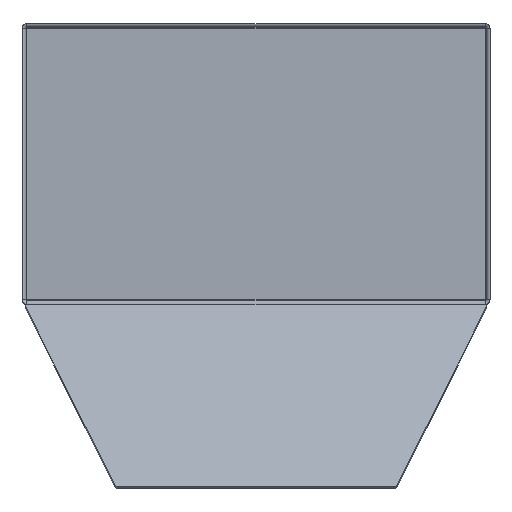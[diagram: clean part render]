
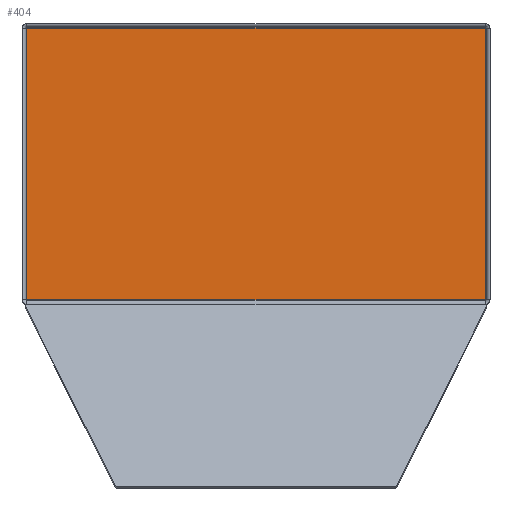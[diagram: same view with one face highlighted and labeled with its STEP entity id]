
A CAD part, top view. The second image highlights one B-rep face of the part: STEP entity #404.
In plain terms, the highlighted planar face has unit normal (0, 0, 1).
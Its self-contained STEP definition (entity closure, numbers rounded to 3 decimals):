
#404=ADVANCED_FACE('',(#858),#860,.T.);
#858=FACE_BOUND('',#859,.T.);
#859=EDGE_LOOP('',(#1153,#1154,#1155,#1156));
#860=PLANE('',#861);
#861=AXIS2_PLACEMENT_3D('',#862,#863,#864);
#862=CARTESIAN_POINT('',(0.,0.,0.8));
#863=DIRECTION('',(0.,0.,1.));
#864=DIRECTION('',(1.,0.,0.));
#1153=ORIENTED_EDGE('',*,*,#1298,.T.);
#1154=ORIENTED_EDGE('',*,*,#1318,.T.);
#1155=ORIENTED_EDGE('',*,*,#1319,.T.);
#1156=ORIENTED_EDGE('',*,*,#1320,.T.);
#1298=EDGE_CURVE('',#1470,#1468,#1471,.T.);
#1318=EDGE_CURVE('',#1468,#1498,#1499,.T.);
#1319=EDGE_CURVE('',#1498,#1500,#1501,.T.);
#1320=EDGE_CURVE('',#1500,#1470,#1502,.T.);
#1468=VERTEX_POINT('',#1961);
#1470=VERTEX_POINT('',#1966);
#1471=LINE('',#1967,#1968);
#1498=VERTEX_POINT('',#2044);
#1499=LINE('',#2045,#2046);
#1500=VERTEX_POINT('',#2048);
#1501=LINE('',#2049,#2050);
#1502=LINE('',#2052,#2053);
#1961=CARTESIAN_POINT('',(49.,-29.,0.8));
#1966=CARTESIAN_POINT('',(-49.,-29.,0.8));
#1967=CARTESIAN_POINT('',(-49.,-29.,0.8));
#1968=VECTOR('',#1969,1.);
#1969=DIRECTION('',(1.,0.,0.));
#2044=CARTESIAN_POINT('',(49.,29.,0.8));
#2045=CARTESIAN_POINT('',(49.,-29.,0.8));
#2046=VECTOR('',#2047,1.);
#2047=DIRECTION('',(0.,1.,0.));
#2048=CARTESIAN_POINT('',(-49.,29.,0.8));
#2049=CARTESIAN_POINT('',(49.,29.,0.8));
#2050=VECTOR('',#2051,1.);
#2051=DIRECTION('',(-1.,0.,0.));
#2052=CARTESIAN_POINT('',(-49.,29.,0.8));
#2053=VECTOR('',#2054,1.);
#2054=DIRECTION('',(0.,-1.,0.));
